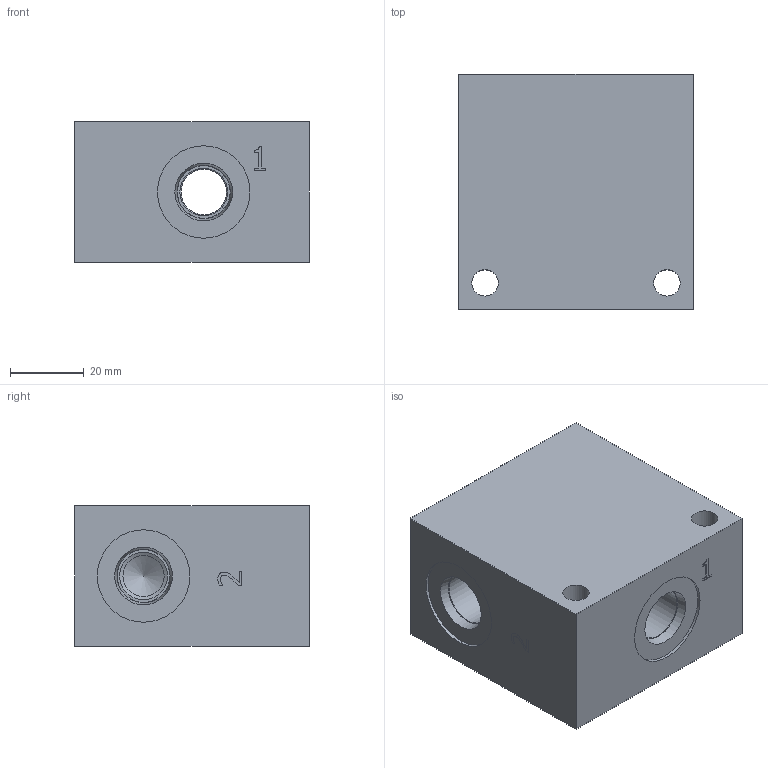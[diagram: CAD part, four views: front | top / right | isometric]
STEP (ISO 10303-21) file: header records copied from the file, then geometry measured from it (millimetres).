
FILE_DESCRIPTION(/* description */ (''),/* implementation_level */ '2;1');
FILE_NAME(/* name */ '_C102CB6S.stp',/* time_stamp */ '2021-12-10T07:45:02-05:00',/* author */ ('dominicc'),/* organization */ (''),/* preprocessor_version */ 'ST-DEVELOPER v18.1',/* originating_system */ 'Autodesk Inventor 2022',/* authorisation */ '');
FILE_SCHEMA (('AUTOMOTIVE_DESIGN { 1 0 10303 214 3 1 1 }'));
Length unit declared in the file: millimetre
Products named in the file (1): Part_AC102CB6S.C13343R0_3D
Bounding box: 63.5 x 63.5 x 38.1 mm (x, y, z)
Volume: 131218.3 mm3; surface area: 23262.2 mm2
Topology: 1 solids, 1 shells, 378 faces, 1009 edges, 666 vertices
Faces by surface type: plane 222, bspline 125, cylinder 18, cone 13
Full cylindrical faces by diameter (mm): 7.137 x2, 11.125 x1, 12.294 x1, 12.9 x2, 14.275 x2, 14.3 x1, 14.529 x2, 15.88 x1, 20.625 x1, 22.23 x1, 22.49 x1, 25.019 x2, 34.14 x1
Entity records: 12665 total; most frequent: CARTESIAN_POINT 3678, ORIENTED_EDGE 2016, DIRECTION 1307, EDGE_CURVE 1008, LINE 717, VECTOR 717, VERTEX_POINT 666, EDGE_LOOP 418
